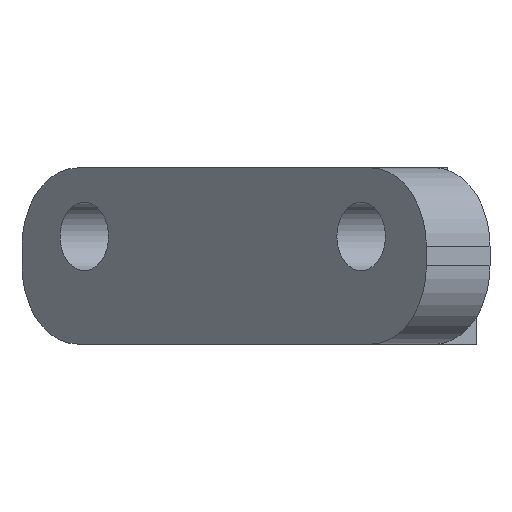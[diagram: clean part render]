
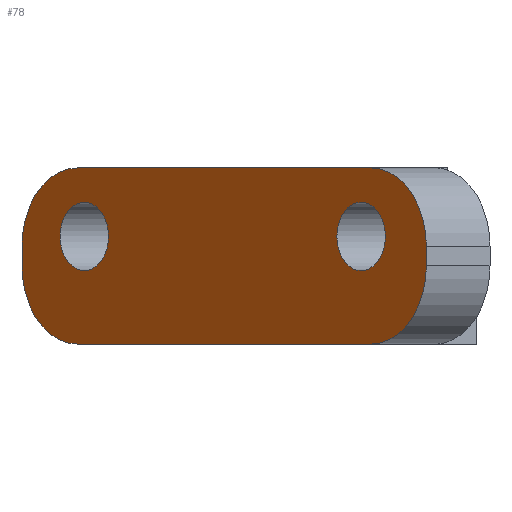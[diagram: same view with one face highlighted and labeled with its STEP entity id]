
A CAD part, left-side view. The second image highlights one B-rep face of the part: STEP entity #78.
In plain terms, the highlighted planar face has unit normal (-0.707, 0.707, 0).
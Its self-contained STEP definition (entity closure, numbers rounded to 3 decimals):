
#78=ADVANCED_FACE('',(#162,#163,#164),#165,.T.);
#162=FACE_BOUND('',#253,.T.);
#163=FACE_OUTER_BOUND('',#254,.T.);
#164=FACE_BOUND('',#255,.T.);
#165=PLANE('',#256);
#253=EDGE_LOOP('',(#418));
#254=EDGE_LOOP('',(#419,#420,#421,#422,#423,#424,#425,#426));
#255=EDGE_LOOP('',(#427));
#256=AXIS2_PLACEMENT_3D('',#428,#429,#430);
#418=ORIENTED_EDGE('',*,*,#588,.T.);
#419=ORIENTED_EDGE('',*,*,#601,.T.);
#420=ORIENTED_EDGE('',*,*,#580,.T.);
#421=ORIENTED_EDGE('',*,*,#539,.T.);
#422=ORIENTED_EDGE('',*,*,#544,.T.);
#423=ORIENTED_EDGE('',*,*,#607,.T.);
#424=ORIENTED_EDGE('',*,*,#548,.T.);
#425=ORIENTED_EDGE('',*,*,#608,.T.);
#426=ORIENTED_EDGE('',*,*,#609,.T.);
#427=ORIENTED_EDGE('',*,*,#610,.T.);
#428=CARTESIAN_POINT('',(-7.725,-49.431,11.758));
#429=DIRECTION('',(-0.707,0.707,0.0));
#430=DIRECTION('',(-0.707,-0.707,0.0));
#539=EDGE_CURVE('',#635,#636,#637,.T.);
#544=EDGE_CURVE('',#636,#644,#645,.T.);
#548=EDGE_CURVE('',#650,#651,#652,.T.);
#580=EDGE_CURVE('',#707,#635,#708,.T.);
#588=EDGE_CURVE('',#719,#719,#720,.T.);
#601=EDGE_CURVE('',#737,#707,#738,.T.);
#607=EDGE_CURVE('',#644,#650,#746,.T.);
#608=EDGE_CURVE('',#651,#747,#748,.T.);
#609=EDGE_CURVE('',#747,#737,#749,.T.);
#610=EDGE_CURVE('',#750,#750,#751,.T.);
#635=VERTEX_POINT('',#779);
#636=VERTEX_POINT('',#780);
#637=LINE('',#781,#782);
#644=VERTEX_POINT('',#792);
#645=CIRCLE('',#793,4.0);
#650=VERTEX_POINT('',#799);
#651=VERTEX_POINT('',#800);
#652=CIRCLE('',#801,4.0);
#707=VERTEX_POINT('',#879);
#708=CIRCLE('',#880,4.0);
#719=VERTEX_POINT('',#895);
#720=CIRCLE('',#896,1.75);
#737=VERTEX_POINT('',#919);
#738=LINE('',#920,#921);
#746=LINE('',#932,#933);
#747=VERTEX_POINT('',#934);
#748=LINE('',#935,#936);
#749=CIRCLE('',#937,4.0);
#750=VERTEX_POINT('',#938);
#751=CIRCLE('',#939,1.75);
#779=CARTESIAN_POINT('',(-28.38,-70.086,15.758));
#780=CARTESIAN_POINT('',(-28.38,-70.086,16.758));
#781=CARTESIAN_POINT('',(-28.38,-70.086,11.758));
#782=VECTOR('',#974,1.0);
#792=CARTESIAN_POINT('',(-25.552,-67.258,20.758));
#793=AXIS2_PLACEMENT_3D('',#978,#979,#980);
#799=CARTESIAN_POINT('',(-10.553,-52.259,20.758));
#800=CARTESIAN_POINT('',(-7.725,-49.431,16.758));
#801=AXIS2_PLACEMENT_3D('',#985,#986,#987);
#879=CARTESIAN_POINT('',(-25.552,-67.258,11.758));
#880=AXIS2_PLACEMENT_3D('',#1017,#1018,#1019);
#895=CARTESIAN_POINT('',(-26.287,-67.993,17.256));
#896=AXIS2_PLACEMENT_3D('',#1027,#1028,#1029);
#919=CARTESIAN_POINT('',(-10.553,-52.259,11.758));
#920=CARTESIAN_POINT('',(-7.725,-49.431,11.758));
#921=VECTOR('',#1045,1.0);
#932=CARTESIAN_POINT('',(-28.38,-70.086,20.758));
#933=VECTOR('',#1052,1.0);
#934=CARTESIAN_POINT('',(-7.725,-49.431,15.758));
#935=CARTESIAN_POINT('',(-7.725,-49.431,20.758));
#936=VECTOR('',#1053,1.0);
#937=AXIS2_PLACEMENT_3D('',#1054,#1055,#1056);
#938=CARTESIAN_POINT('',(-12.145,-53.851,17.256));
#939=AXIS2_PLACEMENT_3D('',#1057,#1058,#1059);
#974=DIRECTION('',(0.0,0.0,1.0));
#978=CARTESIAN_POINT('',(-25.552,-67.258,16.758));
#979=DIRECTION('',(-0.707,0.707,0.0));
#980=DIRECTION('',(-0.707,-0.707,0.0));
#985=CARTESIAN_POINT('',(-10.553,-52.259,16.758));
#986=DIRECTION('',(-0.707,0.707,0.0));
#987=DIRECTION('',(-0.707,-0.707,0.0));
#1017=CARTESIAN_POINT('',(-25.552,-67.258,15.758));
#1018=DIRECTION('',(-0.707,0.707,0.0));
#1019=DIRECTION('',(-0.707,-0.707,0.0));
#1027=CARTESIAN_POINT('',(-25.05,-66.756,17.256));
#1028=DIRECTION('',(0.707,-0.707,0.0));
#1029=DIRECTION('',(-0.707,-0.707,0.0));
#1045=DIRECTION('',(-0.707,-0.707,0.0));
#1052=DIRECTION('',(0.707,0.707,0.0));
#1053=DIRECTION('',(0.0,0.0,-1.0));
#1054=CARTESIAN_POINT('',(-10.553,-52.259,15.758));
#1055=DIRECTION('',(-0.707,0.707,0.0));
#1056=DIRECTION('',(-0.707,-0.707,0.0));
#1057=CARTESIAN_POINT('',(-10.908,-52.614,17.256));
#1058=DIRECTION('',(0.707,-0.707,0.0));
#1059=DIRECTION('',(-0.707,-0.707,0.0));
